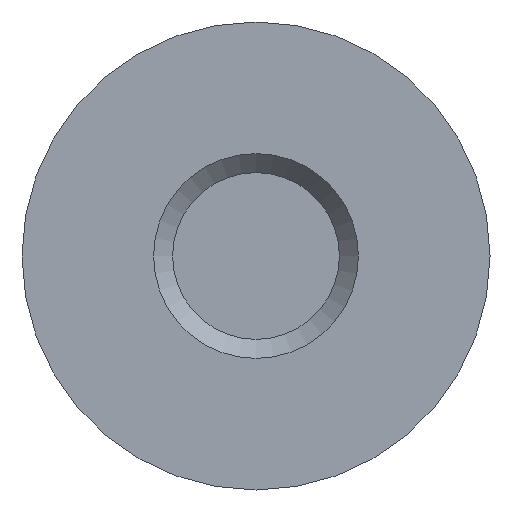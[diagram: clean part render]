
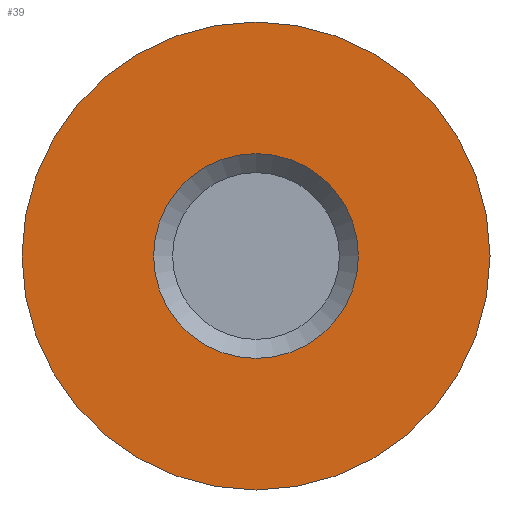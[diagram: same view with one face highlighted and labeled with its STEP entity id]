
A CAD part, front view. The second image highlights one B-rep face of the part: STEP entity #39.
In plain terms, the highlighted planar face has unit normal (0, -1, 0).
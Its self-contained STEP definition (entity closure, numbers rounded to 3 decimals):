
#39 = ADVANCED_FACE( '', ( #84, #85 ), #86, .F. );
#84 = FACE_BOUND( '', #140, .T. );
#85 = FACE_OUTER_BOUND( '', #141, .T. );
#86 = PLANE( '', #142 );
#140 = EDGE_LOOP( '', ( #199 ) );
#141 = EDGE_LOOP( '', ( #200 ) );
#142 = AXIS2_PLACEMENT_3D( '', #201, #202, #203 );
#199 = ORIENTED_EDGE( '', *, *, #289, .F. );
#200 = ORIENTED_EDGE( '', *, *, #279, .T. );
#201 = CARTESIAN_POINT( '', ( 4., 0., 0. ) );
#202 = DIRECTION( '', ( 0., 1., 0. ) );
#203 = DIRECTION( '', ( 0., 0., 1. ) );
#279 = EDGE_CURVE( '', #313, #313, #314, .T. );
#289 = EDGE_CURVE( '', #332, #332, #333, .T. );
#313 = VERTEX_POINT( '', #362 );
#314 = CIRCLE( '', #363, 4. );
#332 = VERTEX_POINT( '', #385 );
#333 = CIRCLE( '', #386, 1.75 );
#362 = CARTESIAN_POINT( '', ( 0., 0., -4. ) );
#363 = AXIS2_PLACEMENT_3D( '', #416, #417, #418 );
#385 = CARTESIAN_POINT( '', ( 0., 0., -1.75 ) );
#386 = AXIS2_PLACEMENT_3D( '', #435, #436, #437 );
#416 = CARTESIAN_POINT( '', ( 0., 0., 0. ) );
#417 = DIRECTION( '', ( 0., -1., 0. ) );
#418 = DIRECTION( '', ( 0., 0., -1. ) );
#435 = CARTESIAN_POINT( '', ( 0., 0., 0. ) );
#436 = DIRECTION( '', ( 0., -1., 0. ) );
#437 = DIRECTION( '', ( 0., 0., -1. ) );
